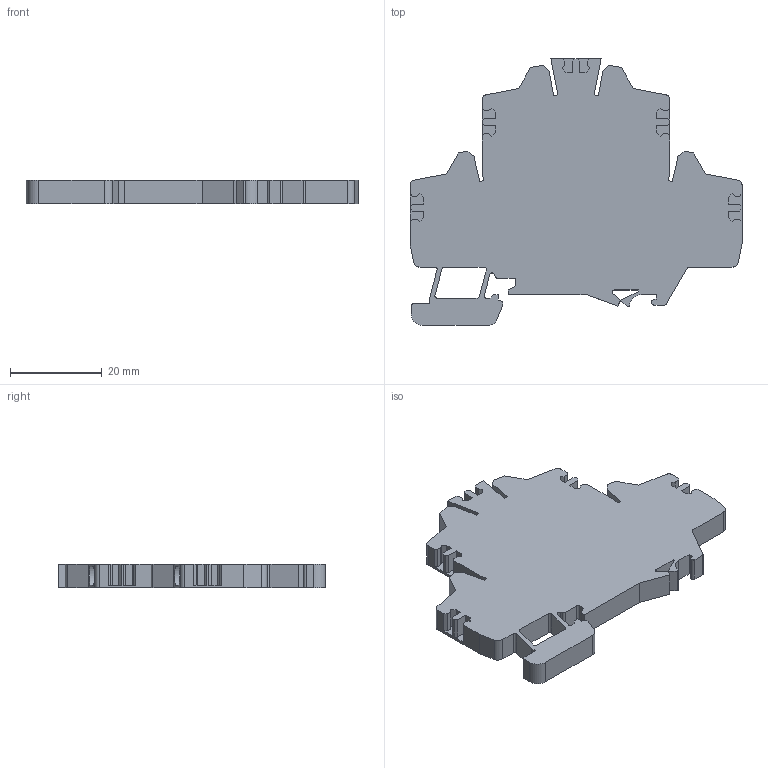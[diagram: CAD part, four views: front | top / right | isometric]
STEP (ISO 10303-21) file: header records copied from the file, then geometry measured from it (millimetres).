
FILE_DESCRIPTION((''),'2;1');
FILE_NAME('ASM0001_ASM','2022-09-23T07:18:04',('klemen.sitar'),('Audax d.o.o.'),'CREO PARAMETRIC BY PTC INC, 2021304','CREO PARAMETRIC BY PTC INC, 2021304','');
FILE_SCHEMA(('AP242_MANAGED_MODEL_BASED_3D_ENGINEERING_MIM_LF { 1 0 10303 442 1 1 4 }'));
Length unit declared in the file: millimetre
Products named in the file (2): PRT0001; ASM0001_ASM
Assembly tree (1 placements, depth 2):
  ASM0001_ASM
    PRT0001
Bounding box: 72.5 x 58.2 x 5.2 mm (x, y, z)
Volume: 13698.3 mm3; surface area: 7853.9 mm2
Topology: 1 solids, 1 shells, 200 faces, 604 edges, 410 vertices
Faces by surface type: plane 167, cylinder 33
Entity records: 10156 total; most frequent: CARTESIAN_POINT 1222, ORIENTED_EDGE 1208, DIRECTION 1100, PRESENTATION_STYLE_ASSIGNMENT 806, STYLED_ITEM 806, CURVE_STYLE 605, EDGE_CURVE 604, VECTOR 516
